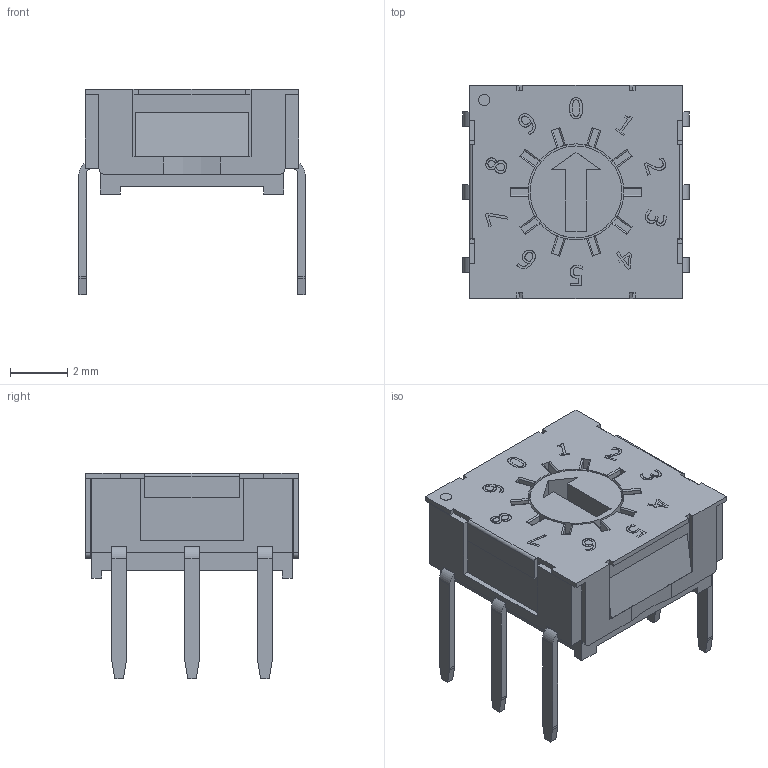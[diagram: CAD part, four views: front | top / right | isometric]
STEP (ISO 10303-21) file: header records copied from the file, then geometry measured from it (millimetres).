
FILE_DESCRIPTION(/* description */ (''),/* implementation_level */ '2;1');
FILE_NAME(/* name */ 'RDMAx10P1T.stp',/* time_stamp */ '2025-06-03T10:20:47-05:00',/* author */ ('mroman'),/* organization */ (''),/* preprocessor_version */ 'ST-DEVELOPER v18.1',/* originating_system */ 'Autodesk Inventor 2022',/* authorisation */ '');
FILE_SCHEMA (('AUTOMOTIVE_DESIGN { 1 0 10303 214 3 1 1 }'));
Length unit declared in the file: centimetre
Products named in the file (1): RDMAx10P1T
Bounding box: 7.87 x 7.44 x 7.15 mm (x, y, z)
Volume: 145.1 mm3; surface area: 418.9 mm2
Topology: 1 solids, 5 shells, 569 faces, 1577 edges, 1034 vertices
Faces by surface type: plane 357, bspline 113, cylinder 99
Full cylindrical faces by diameter (mm): 0.4 x1, 0.5 x4, 3.2 x1, 3.34 x1, 6.2 x1, 6.3 x1
Entity records: 18894 total; most frequent: CARTESIAN_POINT 5010, ORIENTED_EDGE 3154, DIRECTION 2403, EDGE_CURVE 1577, LINE 1133, VECTOR 1133, VERTEX_POINT 1034, AXIS2_PLACEMENT_3D 635
